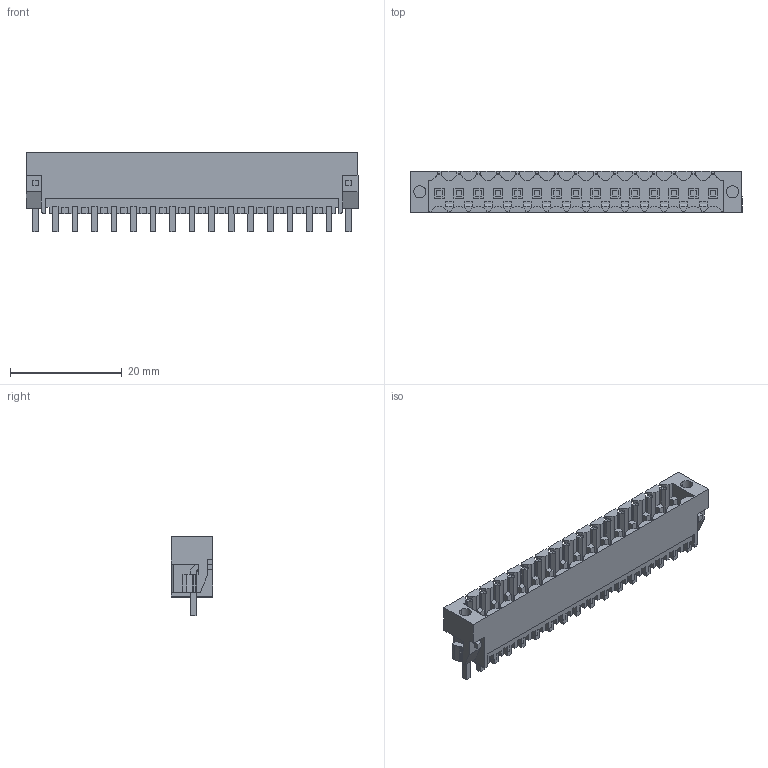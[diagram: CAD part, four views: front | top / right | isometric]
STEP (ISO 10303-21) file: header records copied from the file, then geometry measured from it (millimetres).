
FILE_DESCRIPTION(('CATIA V5 STEP Exchange','CAx-IF Rec.Pracs.--- Model Styling and Organization---1.2---2011-12-15'),'2;1');
FILE_NAME ('D1457282_0_1842670000_1842670000.stp','2018-03-20T09:52:33+00:00',('none'),('Weidmueller'),'CATIA Version 5-6 Release 2014','CATIA V5 STEP AP214','none');
FILE_SCHEMA(('AUTOMOTIVE_DESIGN { 1 0 10303 214 1 1 1 1 }'));
Length unit declared in the file: millimetre
Products named in the file (1): 1842670000
Bounding box: 59.45 x 7.45 x 14.25 mm (x, y, z)
Volume: 2024.2 mm3; surface area: 5414.3 mm2
Topology: 18 solids, 18 shells, 1214 faces, 3578 edges, 2431 vertices
Faces by surface type: plane 1097, cylinder 117
Entity records: 38323 total; most frequent: ORIENTED_EDGE 7156, CARTESIAN_POINT 7075, DIRECTION 4771, EDGE_CURVE 3578, VECTOR 3284, LINE 3284, VERTEX_POINT 2431, EDGE_LOOP 1279
